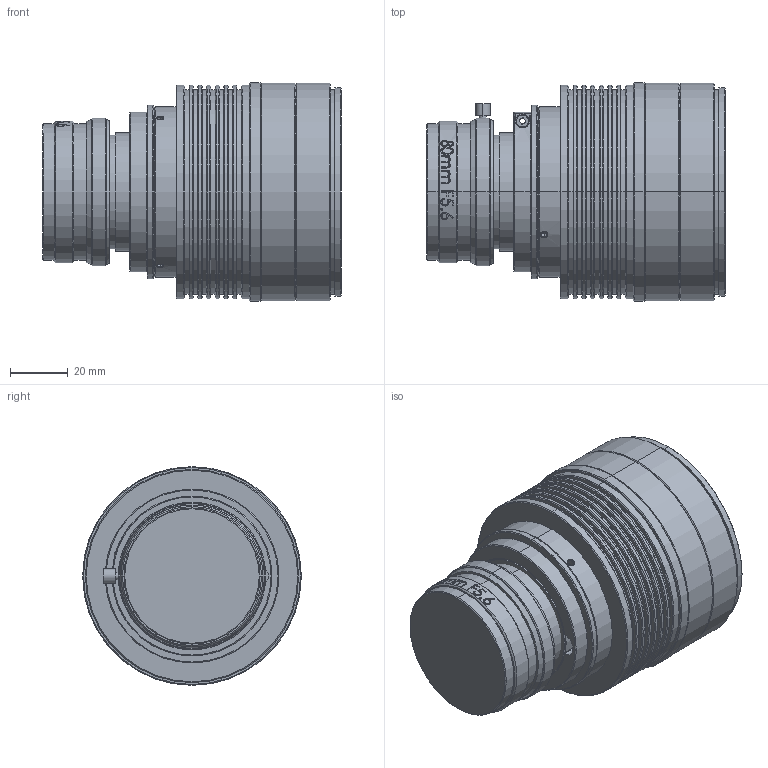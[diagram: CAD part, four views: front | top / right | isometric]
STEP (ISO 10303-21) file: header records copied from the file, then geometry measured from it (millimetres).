
FILE_DESCRIPTION (( 'STEP AP203' ), '1' );
FILE_NAME ('LS808K_M72_72Y｡ﾁ2.step', '2024-09-04T03:11:37', ( 'Windows ﾓﾃｻｧ' ), ( 'Microsoft' ), 'SwSTEP 2.0', 'SolidWorks 2018', '' );
FILE_SCHEMA (( 'CONFIG_CONTROL_DESIGN' ));
Length unit declared in the file: millimetre
Products named in the file (1): LS808K_M72_72Y×2
Bounding box: 103.2 x 75.5 x 75.5 mm (x, y, z)
Surface area: 69247.1 mm2 (no closed solid volume)
Topology: 0 solids, 8 shells, 457 faces, 1061 edges, 675 vertices
Faces by surface type: cylinder 146, cone 120, plane 115, bspline 76
Entity records: 27581 total; most frequent: CARTESIAN_POINT 17482, ORIENTED_EDGE 2082, DIRECTION 1976, EDGE_CURVE 1061, AXIS2_PLACEMENT_3D 804, VERTEX_POINT 675, EDGE_LOOP 535, FACE_OUTER_BOUND 457
